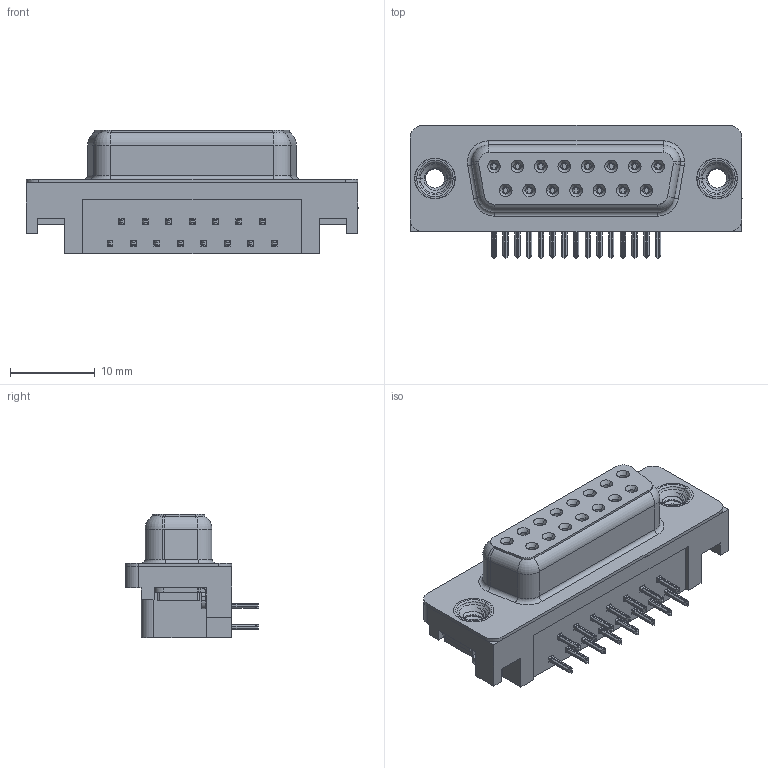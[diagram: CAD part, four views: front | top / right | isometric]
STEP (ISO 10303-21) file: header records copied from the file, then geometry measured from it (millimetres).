
FILE_DESCRIPTION (( 'STEP AP203' ), '1' );
FILE_NAME ('624-015-261-002.STEP', '2018-11-06T19:29:14', ( '' ), ( '' ), 'SwSTEP 2.0', 'SolidWorks 2016', '' );
FILE_SCHEMA (( 'CONFIG_CONTROL_DESIGN' ));
Length unit declared in the file: millimetre
Products named in the file (7): 624-015-261-002; 624 Housing_15 Socket; 624 Shell_15 Socket; 624 Socket Bottom; 624 Contact Top; 624 Non Board Mount; 624 4-40 Threaded Rivet
Assembly tree (21 placements, depth 2):
  624-015-261-002
    624 Housing_15 Socket
    624 Shell_15 Socket
    624 Socket Bottom  x7
    624 Contact Top  x8
    624 Non Board Mount  x2
    624 4-40 Threaded Rivet  x2
Bounding box: 39.22 x 15.73 x 14.6 mm (x, y, z)
Volume: 4075.9 mm3; surface area: 5794.5 mm2
Topology: 21 solids, 21 shells, 2345 faces, 6172 edges, 3888 vertices
Faces by surface type: plane 1002, cylinder 595, bspline 518, cone 192, torus 38
Entity records: 25839 total; most frequent: CARTESIAN_POINT 8872, ORIENTED_EDGE 3422, DIRECTION 3042, EDGE_CURVE 1711, VERTEX_POINT 1090, VECTOR 1036, LINE 1036, AXIS2_PLACEMENT_3D 1003
